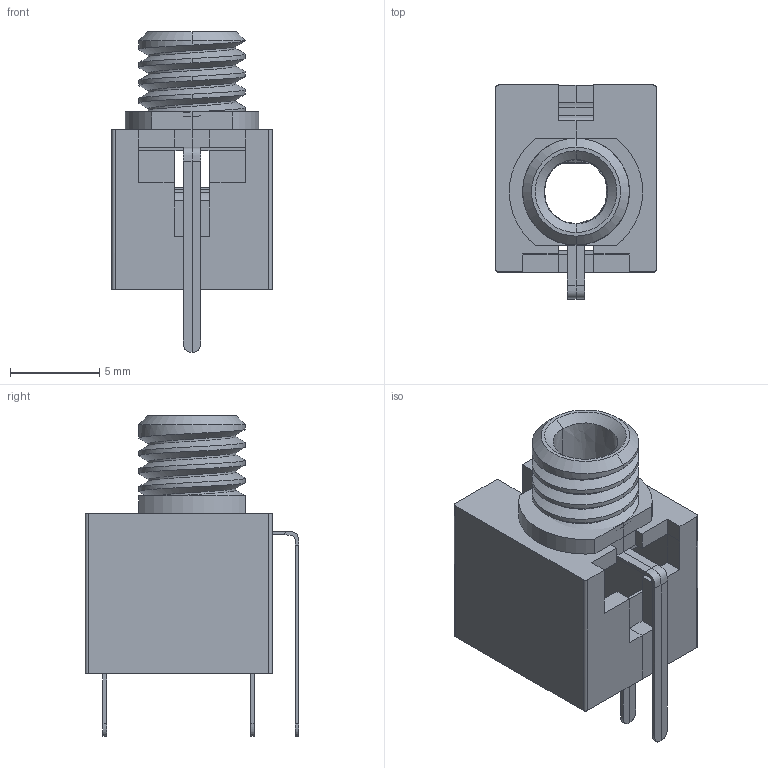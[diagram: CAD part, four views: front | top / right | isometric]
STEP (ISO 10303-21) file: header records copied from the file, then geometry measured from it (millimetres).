
FILE_DESCRIPTION(('FreeCAD Model'),'2;1');
FILE_NAME('PJ301M-12.step', '2018-10-16T01:24:19',('Author'),(''), 'Open CASCADE STEP processor 7.2','FreeCAD','Unknown');
FILE_SCHEMA(('AUTOMOTIVE_DESIGN_CC2 { 1 2 10303 214 -1 1 5 4 }'));
Length unit declared in the file: millimetre
Products named in the file (4): gnd; SWITCH; TIP; CASE
Bounding box: 9 x 12 x 17.99 mm (x, y, z)
Volume: 455.5 mm3; surface area: 1339.2 mm2
Topology: 4 solids, 4 shells, 179 faces, 425 edges, 245 vertices
Faces by surface type: plane 121, bspline 45, cylinder 11, cone 2
Entity records: 7861 total; most frequent: CARTESIAN_POINT 4050, ORIENTED_EDGE 846, DIRECTION 618, EDGE_CURVE 423, LINE 322, VECTOR 322, VERTEX_POINT 245, FACE_BOUND 180
